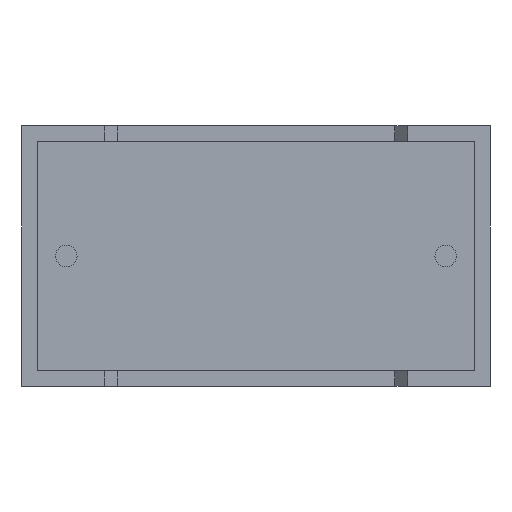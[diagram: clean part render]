
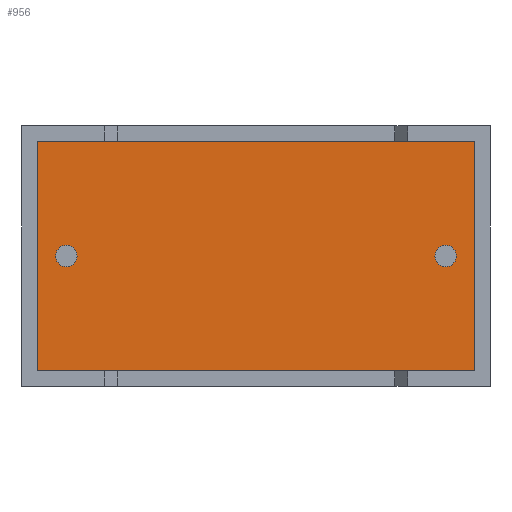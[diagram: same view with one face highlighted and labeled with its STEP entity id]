
A CAD part, front view. The second image highlights one B-rep face of the part: STEP entity #956.
In plain terms, the highlighted planar face has unit normal (0, -1, 0).
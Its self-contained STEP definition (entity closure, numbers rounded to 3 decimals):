
#7 = CARTESIAN_POINT ( 'NONE',  ( 16.75, 0.75, 5.15 ) ) ;
#52 = EDGE_CURVE ( 'NONE', #388, #1360, #2461, .T. ) ;
#60 = FACE_OUTER_BOUND ( 'NONE', #79, .T. ) ;
#79 = EDGE_LOOP ( 'NONE', ( #1002, #1844, #1723, #138 ) ) ;
#95 = DIRECTION ( 'NONE',  ( -1., 0., 0. ) ) ;
#112 = AXIS2_PLACEMENT_3D ( 'NONE', #7, #262, #1214 ) ;
#138 = ORIENTED_EDGE ( 'NONE', *, *, #260, .T. ) ;
#156 = DIRECTION ( 'NONE',  ( 0., 0., -1. ) ) ;
#168 = DIRECTION ( 'NONE',  ( 0., 0., 1. ) ) ;
#186 = VERTEX_POINT ( 'NONE', #2905 ) ;
#260 = EDGE_CURVE ( 'NONE', #186, #1196, #2487, .T. ) ;
#262 = DIRECTION ( 'NONE',  ( 0., -1., 0. ) ) ;
#266 = CARTESIAN_POINT ( 'NONE',  ( 1.75, 0.75, 4.725 ) ) ;
#315 = EDGE_CURVE ( 'NONE', #1360, #388, #2175, .T. ) ;
#366 = EDGE_LOOP ( 'NONE', ( #921, #2450 ) ) ;
#388 = VERTEX_POINT ( 'NONE', #3044 ) ;
#412 = EDGE_CURVE ( 'NONE', #428, #1021, #2208, .T. ) ;
#428 = VERTEX_POINT ( 'NONE', #2166 ) ;
#518 = CARTESIAN_POINT ( 'NONE',  ( 0., 0.75, 0. ) ) ;
#593 = CARTESIAN_POINT ( 'NONE',  ( 16.75, 0.75, 5.575 ) ) ;
#654 = VECTOR ( 'NONE', #2151, 1000. ) ;
#751 = VERTEX_POINT ( 'NONE', #2231 ) ;
#879 = ORIENTED_EDGE ( 'NONE', *, *, #1199, .F. ) ;
#921 = ORIENTED_EDGE ( 'NONE', *, *, #315, .F. ) ;
#956 = ADVANCED_FACE ( 'NONE', ( #1224, #60, #2606 ), #2407, .T. ) ;
#1002 = ORIENTED_EDGE ( 'NONE', *, *, #1395, .T. ) ;
#1021 = VERTEX_POINT ( 'NONE', #2696 ) ;
#1149 = DIRECTION ( 'NONE',  ( 0., -1., 0. ) ) ;
#1185 = AXIS2_PLACEMENT_3D ( 'NONE', #518, #1685, #2617 ) ;
#1196 = VERTEX_POINT ( 'NONE', #1816 ) ;
#1199 = EDGE_CURVE ( 'NONE', #2711, #751, #1470, .T. ) ;
#1214 = DIRECTION ( 'NONE',  ( 0., 0., -1. ) ) ;
#1224 = FACE_BOUND ( 'NONE', #366, .T. ) ;
#1360 = VERTEX_POINT ( 'NONE', #593 ) ;
#1395 = EDGE_CURVE ( 'NONE', #1196, #428, #1541, .T. ) ;
#1470 = CIRCLE ( 'NONE', #1673, 0.425 ) ;
#1496 = CARTESIAN_POINT ( 'NONE',  ( 17.883, 0.75, 9.683 ) ) ;
#1541 = LINE ( 'NONE', #2243, #1580 ) ;
#1580 = VECTOR ( 'NONE', #156, 1000. ) ;
#1657 = DIRECTION ( 'NONE',  ( 0., 0., -1. ) ) ;
#1673 = AXIS2_PLACEMENT_3D ( 'NONE', #2832, #3050, #2326 ) ;
#1685 = DIRECTION ( 'NONE',  ( 0., -1., 0. ) ) ;
#1711 = AXIS2_PLACEMENT_3D ( 'NONE', #2510, #2129, #2833 ) ;
#1723 = ORIENTED_EDGE ( 'NONE', *, *, #2506, .T. ) ;
#1816 = CARTESIAN_POINT ( 'NONE',  ( 0.617, 0.75, 9.683 ) ) ;
#1844 = ORIENTED_EDGE ( 'NONE', *, *, #412, .T. ) ;
#1898 = CARTESIAN_POINT ( 'NONE',  ( 16.75, 0.75, 5.15 ) ) ;
#2019 = ORIENTED_EDGE ( 'NONE', *, *, #2089, .F. ) ;
#2089 = EDGE_CURVE ( 'NONE', #751, #2711, #3042, .T. ) ;
#2129 = DIRECTION ( 'NONE',  ( 0., -1., 0. ) ) ;
#2151 = DIRECTION ( 'NONE',  ( 1., 0., 0. ) ) ;
#2166 = CARTESIAN_POINT ( 'NONE',  ( 0.617, 0.75, 0.617 ) ) ;
#2175 = CIRCLE ( 'NONE', #2278, 0.425 ) ;
#2208 = LINE ( 'NONE', #2875, #654 ) ;
#2231 = CARTESIAN_POINT ( 'NONE',  ( 1.75, 0.75, 5.575 ) ) ;
#2243 = CARTESIAN_POINT ( 'NONE',  ( 0.617, 0.75, 9.683 ) ) ;
#2273 = LINE ( 'NONE', #2287, #2831 ) ;
#2275 = EDGE_LOOP ( 'NONE', ( #2019, #879 ) ) ;
#2278 = AXIS2_PLACEMENT_3D ( 'NONE', #1898, #1149, #1657 ) ;
#2287 = CARTESIAN_POINT ( 'NONE',  ( 17.883, 0.75, 0.617 ) ) ;
#2326 = DIRECTION ( 'NONE',  ( 0., 0., -1. ) ) ;
#2407 = PLANE ( 'NONE',  #1185 ) ;
#2450 = ORIENTED_EDGE ( 'NONE', *, *, #52, .F. ) ;
#2461 = CIRCLE ( 'NONE', #112, 0.425 ) ;
#2487 = LINE ( 'NONE', #1496, #2766 ) ;
#2506 = EDGE_CURVE ( 'NONE', #1021, #186, #2273, .T. ) ;
#2510 = CARTESIAN_POINT ( 'NONE',  ( 1.75, 0.75, 5.15 ) ) ;
#2606 = FACE_BOUND ( 'NONE', #2275, .T. ) ;
#2617 = DIRECTION ( 'NONE',  ( 0., 0., -1. ) ) ;
#2696 = CARTESIAN_POINT ( 'NONE',  ( 17.883, 0.75, 0.617 ) ) ;
#2711 = VERTEX_POINT ( 'NONE', #266 ) ;
#2766 = VECTOR ( 'NONE', #95, 1000. ) ;
#2831 = VECTOR ( 'NONE', #168, 1000. ) ;
#2832 = CARTESIAN_POINT ( 'NONE',  ( 1.75, 0.75, 5.15 ) ) ;
#2833 = DIRECTION ( 'NONE',  ( 0., 0., -1. ) ) ;
#2875 = CARTESIAN_POINT ( 'NONE',  ( 0.617, 0.75, 0.617 ) ) ;
#2905 = CARTESIAN_POINT ( 'NONE',  ( 17.883, 0.75, 9.683 ) ) ;
#3042 = CIRCLE ( 'NONE', #1711, 0.425 ) ;
#3044 = CARTESIAN_POINT ( 'NONE',  ( 16.75, 0.75, 4.725 ) ) ;
#3050 = DIRECTION ( 'NONE',  ( 0., -1., 0. ) ) ;
